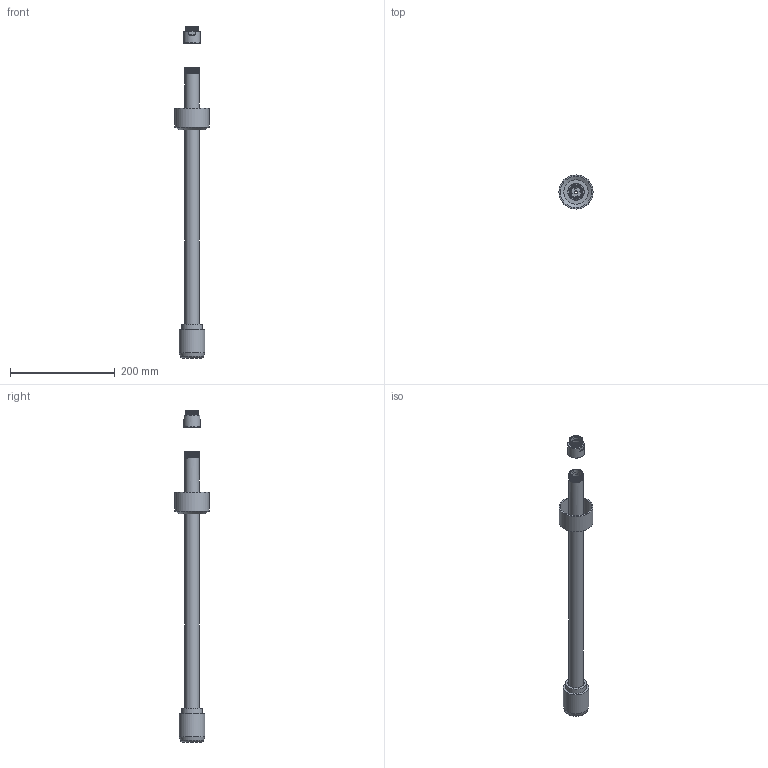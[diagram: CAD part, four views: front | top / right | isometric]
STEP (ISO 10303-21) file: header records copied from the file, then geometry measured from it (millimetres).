
FILE_DESCRIPTION(/* description */ (''),/* implementation_level */ '2;1');
FILE_NAME(/* name */ 'BR075085_095.stp',/* time_stamp */ '2023-02-24T13:20:25+06:00',/* author */ (''),/* organization */ (''),/* preprocessor_version */ 'ST-DEVELOPER v16',/* originating_system */ 'SIEMENS PLM Software NX 11.0',/* authorisation */ '');
FILE_SCHEMA (('AP203_CONFIGURATION_CONTROLLED_3D_DESIGN_OF_MECHANICAL_PARTS_AND_ASSEMBLIES_MIM_LF { 1 0 10303 403 2 1 2}'));
Length unit declared in the file: millimetre
Products named in the file (1): Vaib4394380Ekr14
Bounding box: 65 x 65 x 632.62 mm (x, y, z)
Volume: 205749.9 mm3; surface area: 126477.8 mm2
Topology: 4 solids, 4 shells, 110 faces, 275 edges, 192 vertices
Faces by surface type: plane 47, cylinder 44, torus 8, bspline 6, cone 5
Full cylindrical faces by diameter (mm): 6 x9, 14 x1, 21.5 x1, 21.7 x1, 23 x2, 23.5 x1, 23.75 x1, 24.6 x1, 26.9 x9, 30 x1, 31 x1, 31.093 x1, 31.6 x1, 40 x1, 48.5 x1, 60 x1, 65 x1
Entity records: 7835 total; most frequent: CARTESIAN_POINT 5101, DIRECTION 542, ORIENTED_EDGE 524, EDGE_CURVE 262, AXIS2_PLACEMENT_3D 230, VERTEX_POINT 190, EDGE_LOOP 148, CIRCLE 123
